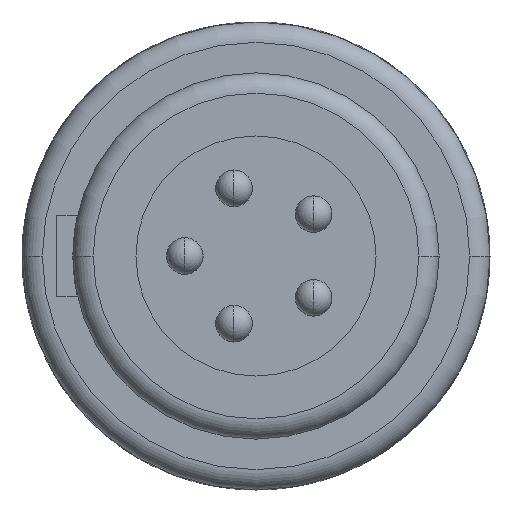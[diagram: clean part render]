
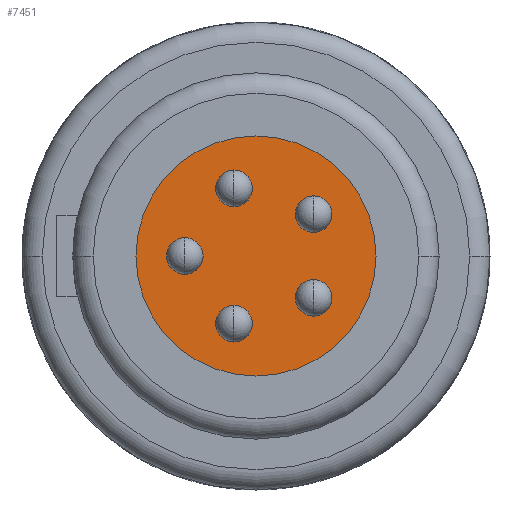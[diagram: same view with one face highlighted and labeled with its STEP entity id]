
A CAD part, left-side view. The second image highlights one B-rep face of the part: STEP entity #7451.
In plain terms, the highlighted planar face has unit normal (-1, 0, 0).
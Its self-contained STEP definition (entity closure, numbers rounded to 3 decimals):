
#3282=CARTESIAN_POINT('',(-3.,0.,0.));
#3283=DIRECTION('',(-1.,0.,0.));
#3284=DIRECTION('',(0.,1.,0.));
#3285=AXIS2_PLACEMENT_3D('',#3282,#3283,#3284);
#3447=CARTESIAN_POINT('',(-3.,0.,0.));
#3448=DIRECTION('',(-1.,0.,0.));
#3449=DIRECTION('',(0.,-1.,0.));
#3450=AXIS2_PLACEMENT_3D('',#3447,#3448,#3449);
#3457=CARTESIAN_POINT('',(-3.,1.75,0.));
#3458=DIRECTION('',(-1.,0.,0.));
#3459=DIRECTION('',(0.,0.,1.));
#3460=AXIS2_PLACEMENT_3D('',#3457,#3458,#3459);
#3462=CARTESIAN_POINT('',(-3.,1.75,0.));
#3463=DIRECTION('',(-1.,0.,0.));
#3464=DIRECTION('',(0.,0.,-1.));
#3465=AXIS2_PLACEMENT_3D('',#3462,#3463,#3464);
#3467=CARTESIAN_POINT('',(-3.,0.541,1.664));
#3468=DIRECTION('',(-1.,0.,0.));
#3469=DIRECTION('',(0.,0.,1.));
#3470=AXIS2_PLACEMENT_3D('',#3467,#3468,#3469);
#3472=CARTESIAN_POINT('',(-3.,0.541,1.664));
#3473=DIRECTION('',(-1.,0.,0.));
#3474=DIRECTION('',(0.,0.,-1.));
#3475=AXIS2_PLACEMENT_3D('',#3472,#3473,#3474);
#3477=CARTESIAN_POINT('',(-3.,-1.416,-1.029));
#3478=DIRECTION('',(-1.,0.,0.));
#3479=DIRECTION('',(0.,0.,1.));
#3480=AXIS2_PLACEMENT_3D('',#3477,#3478,#3479);
#3482=CARTESIAN_POINT('',(-3.,-1.416,-1.029));
#3483=DIRECTION('',(-1.,0.,0.));
#3484=DIRECTION('',(0.,0.,-1.));
#3485=AXIS2_PLACEMENT_3D('',#3482,#3483,#3484);
#3487=CARTESIAN_POINT('',(-3.,0.541,-1.664));
#3488=DIRECTION('',(-1.,0.,0.));
#3489=DIRECTION('',(0.,0.,1.));
#3490=AXIS2_PLACEMENT_3D('',#3487,#3488,#3489);
#3492=CARTESIAN_POINT('',(-3.,0.541,-1.664));
#3493=DIRECTION('',(-1.,0.,0.));
#3494=DIRECTION('',(0.,0.,-1.));
#3495=AXIS2_PLACEMENT_3D('',#3492,#3493,#3494);
#3497=CARTESIAN_POINT('',(-3.,-1.416,1.029));
#3498=DIRECTION('',(-1.,0.,0.));
#3499=DIRECTION('',(0.,0.,1.));
#3500=AXIS2_PLACEMENT_3D('',#3497,#3498,#3499);
#3502=CARTESIAN_POINT('',(-3.,-1.416,1.029));
#3503=DIRECTION('',(-1.,0.,0.));
#3504=DIRECTION('',(0.,0.,-1.));
#3505=AXIS2_PLACEMENT_3D('',#3502,#3503,#3504);
#4847=CARTESIAN_POINT('',(-3.,-2.95,0.));
#4848=CARTESIAN_POINT('',(-3.,2.95,0.));
#4849=VERTEX_POINT('',#4847);
#4850=VERTEX_POINT('',#4848);
#4995=CARTESIAN_POINT('',(-3.,1.75,0.45));
#4996=CARTESIAN_POINT('',(-3.,1.75,-0.45));
#4997=VERTEX_POINT('',#4995);
#4998=VERTEX_POINT('',#4996);
#4999=CARTESIAN_POINT('',(-3.,0.541,2.114));
#5000=CARTESIAN_POINT('',(-3.,0.541,1.214));
#5001=VERTEX_POINT('',#4999);
#5002=VERTEX_POINT('',#5000);
#5003=CARTESIAN_POINT('',(-3.,-1.416,-0.579));
#5004=CARTESIAN_POINT('',(-3.,-1.416,-1.479));
#5005=VERTEX_POINT('',#5003);
#5006=VERTEX_POINT('',#5004);
#5007=CARTESIAN_POINT('',(-3.,0.541,-1.214));
#5008=CARTESIAN_POINT('',(-3.,0.541,-2.114));
#5009=VERTEX_POINT('',#5007);
#5010=VERTEX_POINT('',#5008);
#5011=CARTESIAN_POINT('',(-3.,-1.416,1.479));
#5012=CARTESIAN_POINT('',(-3.,-1.416,0.579));
#5013=VERTEX_POINT('',#5011);
#5014=VERTEX_POINT('',#5012);
#7412=CARTESIAN_POINT('',(-3.,0.,0.));
#7413=DIRECTION('',(1.,0.,0.));
#7414=DIRECTION('',(0.,0.,-1.));
#7415=AXIS2_PLACEMENT_3D('',#7412,#7413,#7414);
#7416=PLANE('',#7415);
#7417=ORIENTED_EDGE('',*,*,#7396,.F.);
#7418=ORIENTED_EDGE('',*,*,#7193,.F.);
#7419=EDGE_LOOP('',(#7417,#7418));
#7420=FACE_OUTER_BOUND('',#7419,.F.);
#7422=ORIENTED_EDGE('',*,*,#7421,.T.);
#7424=ORIENTED_EDGE('',*,*,#7423,.T.);
#7425=EDGE_LOOP('',(#7422,#7424));
#7426=FACE_BOUND('',#7425,.F.);
#7428=ORIENTED_EDGE('',*,*,#7427,.T.);
#7430=ORIENTED_EDGE('',*,*,#7429,.T.);
#7431=EDGE_LOOP('',(#7428,#7430));
#7432=FACE_BOUND('',#7431,.F.);
#7434=ORIENTED_EDGE('',*,*,#7433,.T.);
#7436=ORIENTED_EDGE('',*,*,#7435,.T.);
#7437=EDGE_LOOP('',(#7434,#7436));
#7438=FACE_BOUND('',#7437,.F.);
#7440=ORIENTED_EDGE('',*,*,#7439,.T.);
#7442=ORIENTED_EDGE('',*,*,#7441,.T.);
#7443=EDGE_LOOP('',(#7440,#7442));
#7444=FACE_BOUND('',#7443,.F.);
#7446=ORIENTED_EDGE('',*,*,#7445,.T.);
#7448=ORIENTED_EDGE('',*,*,#7447,.T.);
#7449=EDGE_LOOP('',(#7446,#7448));
#7450=FACE_BOUND('',#7449,.F.);
#3286=CIRCLE('',#3285,2.95);
#3451=CIRCLE('',#3450,2.95);
#3461=CIRCLE('',#3460,0.45);
#3466=CIRCLE('',#3465,0.45);
#3471=CIRCLE('',#3470,0.45);
#3476=CIRCLE('',#3475,0.45);
#3481=CIRCLE('',#3480,0.45);
#3486=CIRCLE('',#3485,0.45);
#3491=CIRCLE('',#3490,0.45);
#3496=CIRCLE('',#3495,0.45);
#3501=CIRCLE('',#3500,0.45);
#3506=CIRCLE('',#3505,0.45);
#7193=EDGE_CURVE('',#4850,#4849,#3286,.T.);
#7396=EDGE_CURVE('',#4849,#4850,#3451,.T.);
#7421=EDGE_CURVE('',#4997,#4998,#3461,.T.);
#7423=EDGE_CURVE('',#4998,#4997,#3466,.T.);
#7427=EDGE_CURVE('',#5001,#5002,#3471,.T.);
#7429=EDGE_CURVE('',#5002,#5001,#3476,.T.);
#7433=EDGE_CURVE('',#5005,#5006,#3481,.T.);
#7435=EDGE_CURVE('',#5006,#5005,#3486,.T.);
#7439=EDGE_CURVE('',#5009,#5010,#3491,.T.);
#7441=EDGE_CURVE('',#5010,#5009,#3496,.T.);
#7445=EDGE_CURVE('',#5013,#5014,#3501,.T.);
#7447=EDGE_CURVE('',#5014,#5013,#3506,.T.);
#7451=ADVANCED_FACE('',(#7420,#7426,#7432,#7438,#7444,#7450),#7416,.F.);
